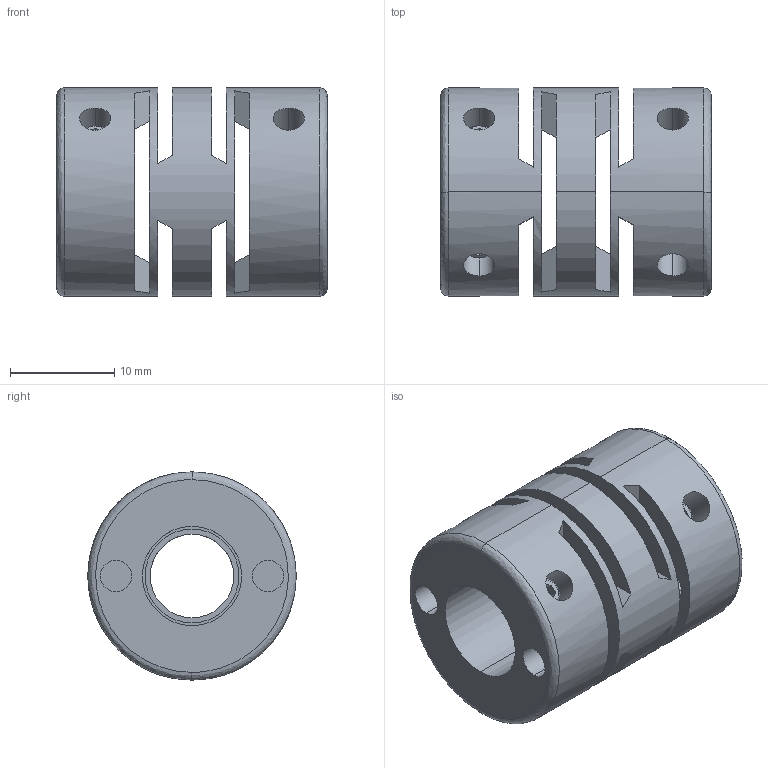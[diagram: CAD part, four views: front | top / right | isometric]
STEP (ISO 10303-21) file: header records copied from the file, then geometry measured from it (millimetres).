
FILE_DESCRIPTION (( 'STEP AP214' ), '1' );
FILE_NAME ('MCGL20-8-952.STEP', '2016-06-30T14:08:41', ( '' ), ( '' ), 'SwSTEP 2.0', 'SolidWorks 2016', '' );
FILE_SCHEMA (( 'AUTOMOTIVE_DESIGN' ));
Length unit declared in the file: millimetre
Products named in the file (1): MCGL20-8-952
Bounding box: 26 x 20 x 20 mm (x, y, z)
Volume: 5135.1 mm3; surface area: 4616.7 mm2
Topology: 1 solids, 1 shells, 158 faces, 424 edges, 260 vertices
Faces by surface type: plane 86, cylinder 36, cone 32, bspline 4
Entity records: 5386 total; most frequent: CARTESIAN_POINT 1445, ORIENTED_EDGE 816, DIRECTION 814, EDGE_CURVE 408, AXIS2_PLACEMENT_3D 291, VERTEX_POINT 260, LINE 232, VECTOR 232
